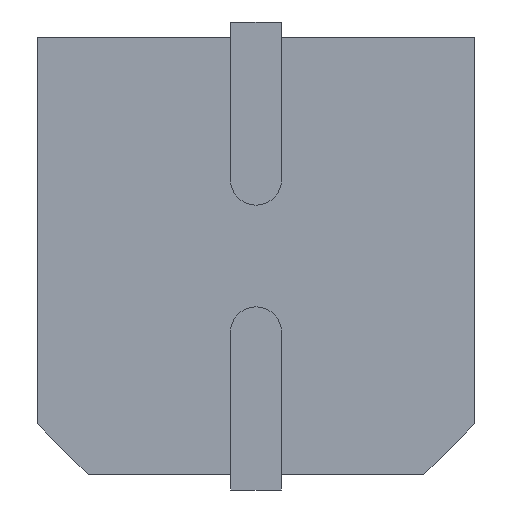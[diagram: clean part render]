
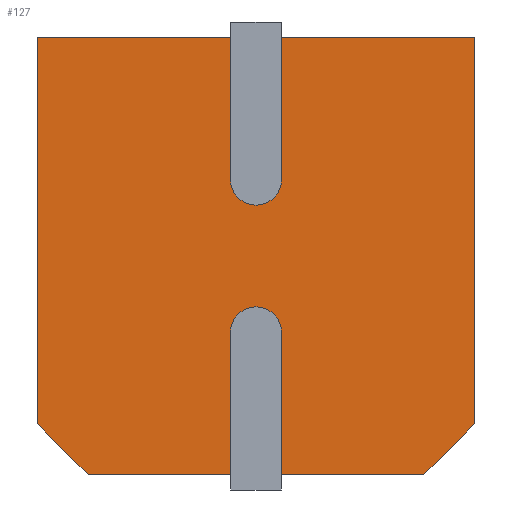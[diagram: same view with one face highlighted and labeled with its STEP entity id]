
A CAD part, front view. The second image highlights one B-rep face of the part: STEP entity #127.
In plain terms, the highlighted planar face has unit normal (0, -1, 0).
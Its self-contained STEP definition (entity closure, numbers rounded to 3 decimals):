
#5 = VERTEX_POINT ( 'NONE', #1206 ) ;
#16 = DIRECTION ( 'NONE',  ( 0., 0., 1. ) ) ;
#19 = VERTEX_POINT ( 'NONE', #1023 ) ;
#45 = DIRECTION ( 'NONE',  ( 0., 1., 0. ) ) ;
#49 = DIRECTION ( 'NONE',  ( 0., 0., 1. ) ) ;
#65 = ORIENTED_EDGE ( 'NONE', *, *, #835, .F. ) ;
#70 = VERTEX_POINT ( 'NONE', #1025 ) ;
#78 = DIRECTION ( 'NONE',  ( -0.707, 0., 0.707 ) ) ;
#80 = VECTOR ( 'NONE', #742, 1000. ) ;
#86 = LINE ( 'NONE', #798, #1047 ) ;
#98 = ORIENTED_EDGE ( 'NONE', *, *, #1109, .F. ) ;
#106 = DIRECTION ( 'NONE',  ( 1., 0., 0. ) ) ;
#113 = LINE ( 'NONE', #491, #1011 ) ;
#123 = ORIENTED_EDGE ( 'NONE', *, *, #1167, .F. ) ;
#126 = LINE ( 'NONE', #1066, #724 ) ;
#127 = ADVANCED_FACE ( 'NONE', ( #1195 ), #680, .F. ) ;
#136 = ORIENTED_EDGE ( 'NONE', *, *, #470, .F. ) ;
#138 = CARTESIAN_POINT ( 'NONE',  ( -0.25, 0.3, 2.15 ) ) ;
#143 = VERTEX_POINT ( 'NONE', #1058 ) ;
#164 = EDGE_CURVE ( 'NONE', #70, #287, #423, .T. ) ;
#182 = VECTOR ( 'NONE', #78, 1000. ) ;
#194 = LINE ( 'NONE', #741, #182 ) ;
#198 = AXIS2_PLACEMENT_3D ( 'NONE', #618, #45, #991 ) ;
#199 = DIRECTION ( 'NONE',  ( 0., 0., 1. ) ) ;
#221 = ORIENTED_EDGE ( 'NONE', *, *, #908, .T. ) ;
#226 = VECTOR ( 'NONE', #1038, 1000. ) ;
#228 = DIRECTION ( 'NONE',  ( 0., 1., 0. ) ) ;
#232 = CARTESIAN_POINT ( 'NONE',  ( 1.65, 0.3, -2.15 ) ) ;
#233 = LINE ( 'NONE', #630, #80 ) ;
#246 = VECTOR ( 'NONE', #199, 1000. ) ;
#253 = CARTESIAN_POINT ( 'NONE',  ( 0.25, 0.3, 2.15 ) ) ;
#256 = EDGE_CURVE ( 'NONE', #287, #19, #804, .T. ) ;
#260 = VECTOR ( 'NONE', #1005, 1000. ) ;
#287 = VERTEX_POINT ( 'NONE', #907 ) ;
#308 = EDGE_CURVE ( 'NONE', #692, #70, #233, .T. ) ;
#309 = CARTESIAN_POINT ( 'NONE',  ( 2.15, 0.3, -1.65 ) ) ;
#355 = DIRECTION ( 'NONE',  ( -0.707, 0., -0.707 ) ) ;
#359 = VERTEX_POINT ( 'NONE', #648 ) ;
#387 = ORIENTED_EDGE ( 'NONE', *, *, #308, .T. ) ;
#389 = CARTESIAN_POINT ( 'NONE',  ( 0.25, 0.3, -0.75 ) ) ;
#393 = EDGE_CURVE ( 'NONE', #458, #849, #1119, .T. ) ;
#395 = CARTESIAN_POINT ( 'NONE',  ( -0.25, 0.3, -2.15 ) ) ;
#396 = ORIENTED_EDGE ( 'NONE', *, *, #675, .F. ) ;
#399 = EDGE_LOOP ( 'NONE', ( #531, #136, #98, #557, #568, #620, #221, #499, #530, #65, #123, #396, #387, #994, #551 ) ) ;
#422 = EDGE_CURVE ( 'NONE', #443, #895, #1187, .T. ) ;
#423 = CIRCLE ( 'NONE', #1218, 0.25 ) ;
#436 = CARTESIAN_POINT ( 'NONE',  ( -2.15, 0.3, 2.15 ) ) ;
#443 = VERTEX_POINT ( 'NONE', #395 ) ;
#449 = LINE ( 'NONE', #1030, #1107 ) ;
#458 = VERTEX_POINT ( 'NONE', #389 ) ;
#470 = EDGE_CURVE ( 'NONE', #359, #662, #449, .T. ) ;
#491 = CARTESIAN_POINT ( 'NONE',  ( 1.65, 0.3, -2.15 ) ) ;
#499 = ORIENTED_EDGE ( 'NONE', *, *, #393, .T. ) ;
#507 = DIRECTION ( 'NONE',  ( 0., 1., 0. ) ) ;
#522 = AXIS2_PLACEMENT_3D ( 'NONE', #689, #507, #16 ) ;
#526 = CARTESIAN_POINT ( 'NONE',  ( -2.15, 0.3, -1.65 ) ) ;
#530 = ORIENTED_EDGE ( 'NONE', *, *, #931, .F. ) ;
#531 = ORIENTED_EDGE ( 'NONE', *, *, #1083, .T. ) ;
#536 = VECTOR ( 'NONE', #49, 1000. ) ;
#550 = VERTEX_POINT ( 'NONE', #232 ) ;
#551 = ORIENTED_EDGE ( 'NONE', *, *, #256, .T. ) ;
#557 = ORIENTED_EDGE ( 'NONE', *, *, #746, .F. ) ;
#568 = ORIENTED_EDGE ( 'NONE', *, *, #986, .F. ) ;
#618 = CARTESIAN_POINT ( 'NONE',  ( 0., 0.3, 0.75 ) ) ;
#620 = ORIENTED_EDGE ( 'NONE', *, *, #422, .T. ) ;
#624 = DIRECTION ( 'NONE',  ( 1., 0., 0. ) ) ;
#630 = CARTESIAN_POINT ( 'NONE',  ( 0.25, 0.3, 0.75 ) ) ;
#648 = CARTESIAN_POINT ( 'NONE',  ( -2.15, 0.3, 2.15 ) ) ;
#662 = VERTEX_POINT ( 'NONE', #138 ) ;
#668 = LINE ( 'NONE', #829, #1129 ) ;
#669 = AXIS2_PLACEMENT_3D ( 'NONE', #1148, #228, #882 ) ;
#675 = EDGE_CURVE ( 'NONE', #692, #5, #126, .T. ) ;
#680 = PLANE ( 'NONE',  #669 ) ;
#684 = DIRECTION ( 'NONE',  ( 0., 0., -1. ) ) ;
#689 = CARTESIAN_POINT ( 'NONE',  ( 0., 0.3, -0.75 ) ) ;
#692 = VERTEX_POINT ( 'NONE', #253 ) ;
#693 = LINE ( 'NONE', #436, #536 ) ;
#700 = CARTESIAN_POINT ( 'NONE',  ( 1.65, 0.3, -2.15 ) ) ;
#715 = DIRECTION ( 'NONE',  ( 0., 0., 1. ) ) ;
#718 = CARTESIAN_POINT ( 'NONE',  ( -0.25, 0.3, -0.75 ) ) ;
#724 = VECTOR ( 'NONE', #624, 1000. ) ;
#741 = CARTESIAN_POINT ( 'NONE',  ( -2.15, 0.3, -1.65 ) ) ;
#742 = DIRECTION ( 'NONE',  ( 0., 0., -1. ) ) ;
#746 = EDGE_CURVE ( 'NONE', #143, #1046, #194, .T. ) ;
#774 = CARTESIAN_POINT ( 'NONE',  ( 0.25, 0.3, -0.75 ) ) ;
#789 = DIRECTION ( 'NONE',  ( -1., 0., 0. ) ) ;
#798 = CARTESIAN_POINT ( 'NONE',  ( -0.25, 0.3, 2.3 ) ) ;
#804 = CIRCLE ( 'NONE', #198, 0.25 ) ;
#829 = CARTESIAN_POINT ( 'NONE',  ( 2.15, 0.3, -1.65 ) ) ;
#835 = EDGE_CURVE ( 'NONE', #1017, #550, #668, .T. ) ;
#849 = VERTEX_POINT ( 'NONE', #912 ) ;
#882 = DIRECTION ( 'NONE',  ( 0., 0., 1. ) ) ;
#895 = VERTEX_POINT ( 'NONE', #718 ) ;
#903 = CIRCLE ( 'NONE', #522, 0.25 ) ;
#907 = CARTESIAN_POINT ( 'NONE',  ( 0., 0.3, 0.5 ) ) ;
#908 = EDGE_CURVE ( 'NONE', #895, #458, #903, .T. ) ;
#912 = CARTESIAN_POINT ( 'NONE',  ( 0.25, 0.3, -2.15 ) ) ;
#931 = EDGE_CURVE ( 'NONE', #550, #849, #113, .T. ) ;
#950 = CARTESIAN_POINT ( 'NONE',  ( -0.25, 0.3, -2.3 ) ) ;
#986 = EDGE_CURVE ( 'NONE', #443, #143, #1034, .T. ) ;
#991 = DIRECTION ( 'NONE',  ( 0., 0., -1. ) ) ;
#994 = ORIENTED_EDGE ( 'NONE', *, *, #164, .T. ) ;
#1005 = DIRECTION ( 'NONE',  ( 0., 0., -1. ) ) ;
#1011 = VECTOR ( 'NONE', #1133, 1000. ) ;
#1017 = VERTEX_POINT ( 'NONE', #309 ) ;
#1023 = CARTESIAN_POINT ( 'NONE',  ( -0.25, 0.3, 0.75 ) ) ;
#1025 = CARTESIAN_POINT ( 'NONE',  ( 0.25, 0.3, 0.75 ) ) ;
#1030 = CARTESIAN_POINT ( 'NONE',  ( -2.15, 0.3, 2.15 ) ) ;
#1034 = LINE ( 'NONE', #700, #1095 ) ;
#1038 = DIRECTION ( 'NONE',  ( 0., 0., -1. ) ) ;
#1046 = VERTEX_POINT ( 'NONE', #526 ) ;
#1047 = VECTOR ( 'NONE', #715, 1000. ) ;
#1048 = LINE ( 'NONE', #1198, #260 ) ;
#1054 = CARTESIAN_POINT ( 'NONE',  ( 0., 0.3, 0.75 ) ) ;
#1058 = CARTESIAN_POINT ( 'NONE',  ( -1.65, 0.3, -2.15 ) ) ;
#1066 = CARTESIAN_POINT ( 'NONE',  ( -2.15, 0.3, 2.15 ) ) ;
#1083 = EDGE_CURVE ( 'NONE', #19, #662, #86, .T. ) ;
#1095 = VECTOR ( 'NONE', #789, 1000. ) ;
#1107 = VECTOR ( 'NONE', #106, 1000. ) ;
#1109 = EDGE_CURVE ( 'NONE', #1046, #359, #693, .T. ) ;
#1119 = LINE ( 'NONE', #774, #226 ) ;
#1129 = VECTOR ( 'NONE', #355, 1000. ) ;
#1133 = DIRECTION ( 'NONE',  ( -1., 0., 0. ) ) ;
#1135 = DIRECTION ( 'NONE',  ( 0., 1., 0. ) ) ;
#1148 = CARTESIAN_POINT ( 'NONE',  ( 0., 0.3, 0. ) ) ;
#1167 = EDGE_CURVE ( 'NONE', #5, #1017, #1048, .T. ) ;
#1187 = LINE ( 'NONE', #950, #246 ) ;
#1195 = FACE_OUTER_BOUND ( 'NONE', #399, .T. ) ;
#1198 = CARTESIAN_POINT ( 'NONE',  ( 2.15, 0.3, 2.15 ) ) ;
#1206 = CARTESIAN_POINT ( 'NONE',  ( 2.15, 0.3, 2.15 ) ) ;
#1218 = AXIS2_PLACEMENT_3D ( 'NONE', #1054, #1135, #684 ) ;
